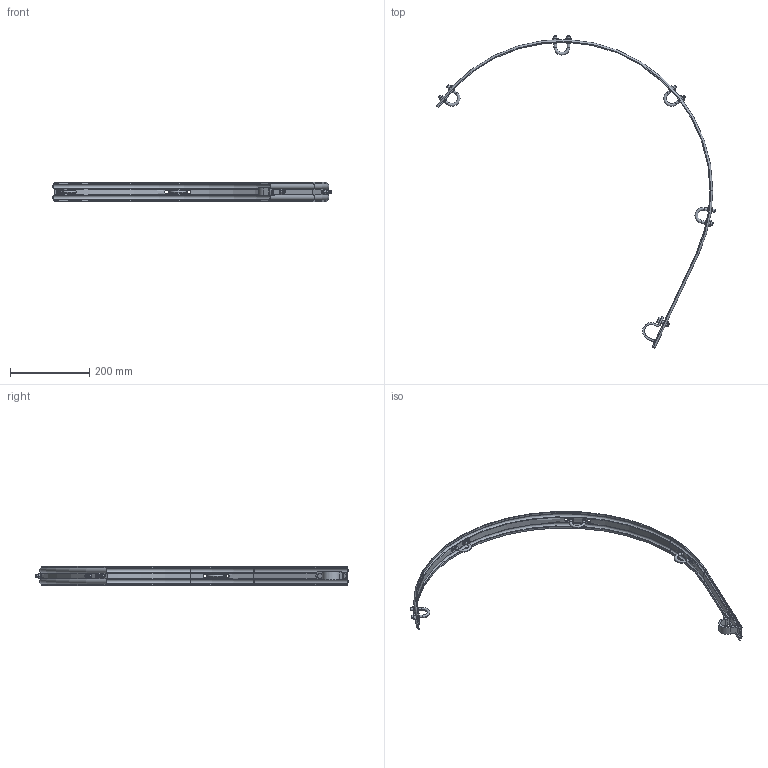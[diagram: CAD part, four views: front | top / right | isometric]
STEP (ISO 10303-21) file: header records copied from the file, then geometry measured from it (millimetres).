
FILE_DESCRIPTION (( 'STEP AP203' ), '1' );
FILE_NAME ('0528010600.STEP', '2024-06-03T07:40:02', ( '' ), ( '' ), 'SwSTEP 2.0', 'SolidWorks 2022', '' );
FILE_SCHEMA (( 'CONFIG_CONTROL_DESIGN' ));
Length unit declared in the file: metre
Products named in the file (1): 0528010600
Bounding box: 705.15 x 789.88 x 50 mm (x, y, z)
Volume: 203262.9 mm3; surface area: 195916.9 mm2
Topology: 25 solids, 25 shells, 550 faces, 1241 edges, 749 vertices
Faces by surface type: plane 210, cone 171, cylinder 143, torus 26
Entity records: 18101 total; most frequent: CARTESIAN_POINT 6153, ORIENTED_EDGE 2482, DIRECTION 2418, EDGE_CURVE 1241, AXIS2_PLACEMENT_3D 990, VERTEX_POINT 749, EDGE_LOOP 616, FACE_OUTER_BOUND 550
